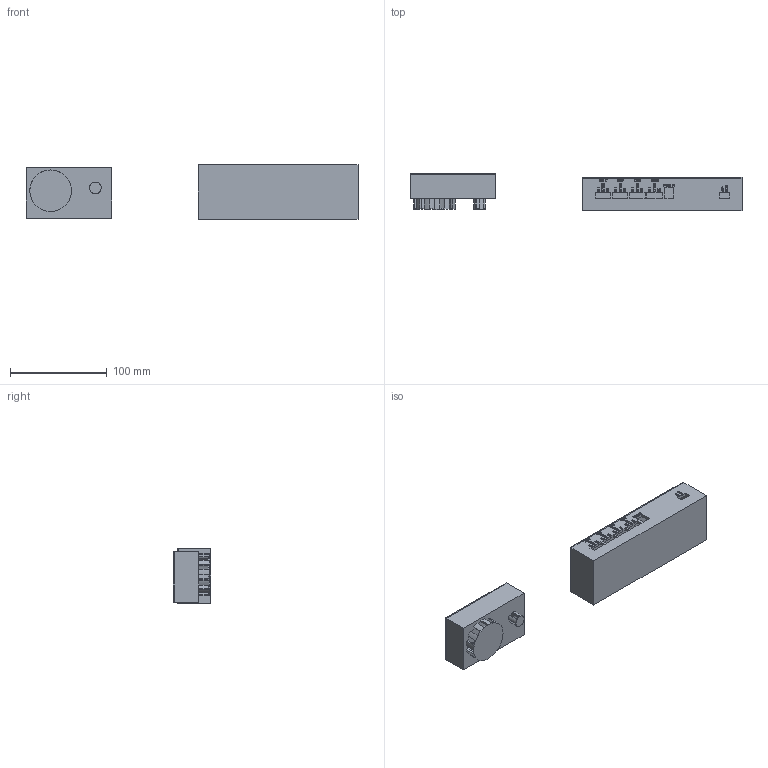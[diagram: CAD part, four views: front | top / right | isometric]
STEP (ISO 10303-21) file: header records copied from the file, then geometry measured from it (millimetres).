
FILE_DESCRIPTION(/* description */ (''),/* implementation_level */ '2;1');
FILE_NAME(/* name */ 'Exhaust Hood Controller Boxes.step',/* time_stamp */ '2019-07-17T12:02:50-05:00',/* author */ (''),/* organization */ (''),/* preprocessor_version */ 'ST-DEVELOPER v18',/* originating_system */ 'Autodesk Translation Framework v8.2.0.1029',/* authorisation */ '');
FILE_SCHEMA (('AUTOMOTIVE_DESIGN { 1 0 10303 214 3 1 1 }'));
Products named in the file (1): Exhaust Hood Controller Boxes
Bounding box: 344 x 38.6 x 56 mm (x, y, z)
Volume: 99905.4 mm3; surface area: 104139.6 mm2
Topology: 4 solids, 4 shells, 2022 faces, 5647 edges, 3724 vertices
Faces by surface type: plane 891, bspline 711, cylinder 420
Full cylindrical faces by diameter (mm): 2.529 x192, 2.8 x4, 3 x6, 3.086 x176, 4.5 x1, 8 x1, 9 x1, 12 x1, 39.018 x1, 43.018 x1
Entity records: 90004 total; most frequent: CARTESIAN_POINT 44044, ORIENTED_EDGE 11294, DIRECTION 6335, EDGE_CURVE 5647, VERTEX_POINT 3724, LINE 3411, VECTOR 3411, EDGE_LOOP 2175
